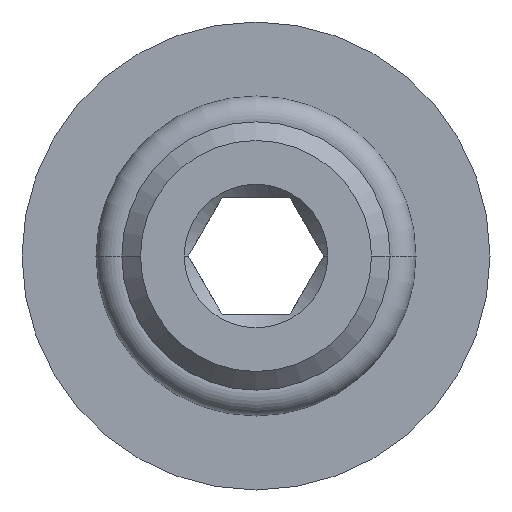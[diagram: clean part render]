
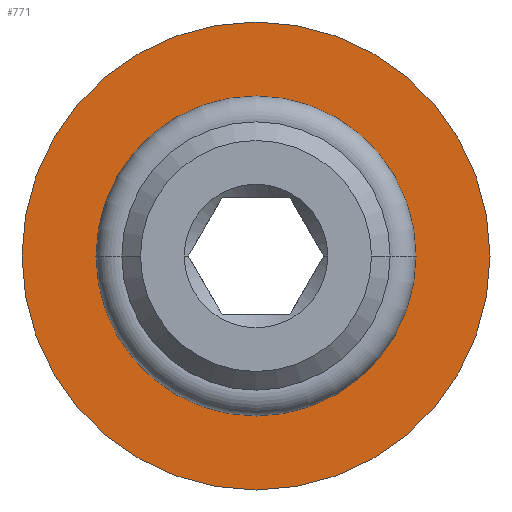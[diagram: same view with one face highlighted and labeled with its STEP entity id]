
A CAD part, front view. The second image highlights one B-rep face of the part: STEP entity #771.
In plain terms, the highlighted planar face has unit normal (0, -1, 0).
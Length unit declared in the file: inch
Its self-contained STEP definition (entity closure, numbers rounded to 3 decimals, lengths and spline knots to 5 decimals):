
#112=CARTESIAN_POINT('',(0.,-0.06,0.));
#113=DIRECTION('',(0.,-1.,0.));
#114=DIRECTION('',(1.,0.,0.));
#115=AXIS2_PLACEMENT_3D('',#112,#113,#114);
#117=CARTESIAN_POINT('',(0.,-0.06,0.));
#118=DIRECTION('',(0.,-1.,0.));
#119=DIRECTION('',(-1.,0.,0.));
#120=AXIS2_PLACEMENT_3D('',#117,#118,#119);
#122=CARTESIAN_POINT('',(0.,-0.06,0.));
#123=DIRECTION('',(0.,-1.,0.));
#124=DIRECTION('',(1.,0.,0.));
#125=AXIS2_PLACEMENT_3D('',#122,#123,#124);
#135=CARTESIAN_POINT('',(0.,-0.06,0.));
#136=DIRECTION('',(0.,1.,0.));
#137=DIRECTION('',(1.,0.,0.));
#138=AXIS2_PLACEMENT_3D('',#135,#136,#137);
#660=CARTESIAN_POINT('',(0.375,-0.06,0.));
#662=VERTEX_POINT('',#660);
#676=CARTESIAN_POINT('',(-0.375,-0.06,0.));
#678=VERTEX_POINT('',#676);
#746=CARTESIAN_POINT('',(0.2205,-0.06,0.));
#747=CARTESIAN_POINT('',(-0.2205,-0.06,0.));
#748=VERTEX_POINT('',#746);
#749=VERTEX_POINT('',#747);
#754=CARTESIAN_POINT('',(0.,-0.06,0.));
#755=DIRECTION('',(0.,-1.,0.));
#756=DIRECTION('',(-1.,0.,0.));
#757=AXIS2_PLACEMENT_3D('',#754,#755,#756);
#758=PLANE('',#757);
#760=ORIENTED_EDGE('',*,*,#759,.F.);
#762=ORIENTED_EDGE('',*,*,#761,.T.);
#763=EDGE_LOOP('',(#760,#762));
#764=FACE_OUTER_BOUND('',#763,.F.);
#766=ORIENTED_EDGE('',*,*,#765,.T.);
#768=ORIENTED_EDGE('',*,*,#767,.T.);
#769=EDGE_LOOP('',(#766,#768));
#770=FACE_BOUND('',#769,.F.);
#771=ADVANCED_FACE('',(#764,#770),#758,.T.);
#116=CIRCLE('',#115,0.2205);
#121=CIRCLE('',#120,0.2205);
#126=CIRCLE('',#125,0.375);
#139=CIRCLE('',#138,0.375);
#759=EDGE_CURVE('',#662,#678,#126,.T.);
#761=EDGE_CURVE('',#662,#678,#139,.T.);
#765=EDGE_CURVE('',#748,#749,#116,.T.);
#767=EDGE_CURVE('',#749,#748,#121,.T.);
